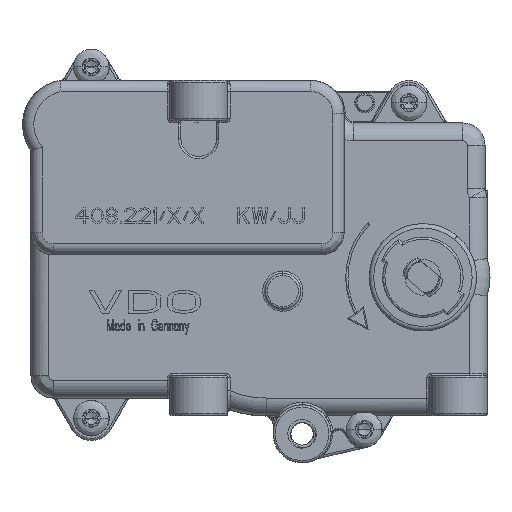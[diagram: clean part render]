
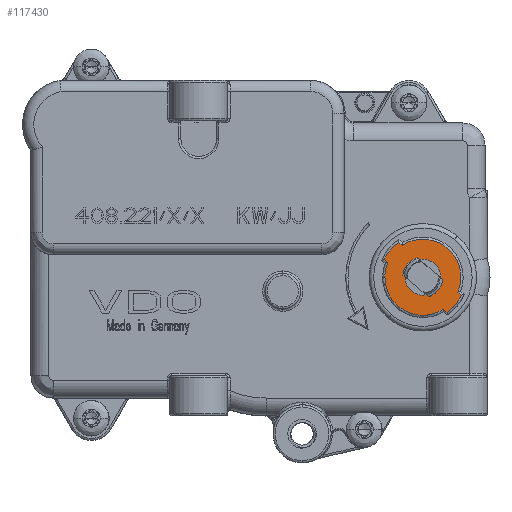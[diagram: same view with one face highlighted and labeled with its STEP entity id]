
A CAD part, front view. The second image highlights one B-rep face of the part: STEP entity #117430.
In plain terms, the highlighted face is planar.
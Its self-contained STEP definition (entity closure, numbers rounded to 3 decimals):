
#116765=DIRECTION('',(0.,0.,-1.));
#116766=VECTOR('',#116765,1.041);
#116767=CARTESIAN_POINT('',(2.5,6.5,-8.124));
#116768=LINE('',#116767,#116766);
#116790=CARTESIAN_POINT('',(0.,6.5,0.));
#116791=DIRECTION('',(0.,1.,0.));
#116792=DIRECTION('',(0.294,0.,0.956));
#116793=AXIS2_PLACEMENT_3D('',#116790,#116791,#116792);
#116811=DIRECTION('',(0.,0.,-1.));
#116812=VECTOR('',#116811,1.041);
#116813=CARTESIAN_POINT('',(2.5,6.5,9.165));
#116814=LINE('',#116813,#116812);
#116819=CARTESIAN_POINT('',(0.,6.5,0.));
#116820=DIRECTION('',(0.,-1.,0.));
#116821=DIRECTION('',(-0.588,0.,-0.809));
#116822=AXIS2_PLACEMENT_3D('',#116819,#116820,#116821);
#116824=DIRECTION('',(0.,0.,-1.));
#116825=VECTOR('',#116824,0.314);
#116826=CARTESIAN_POINT('',(-2.5,6.5,-3.122));
#116827=LINE('',#116826,#116825);
#116828=DIRECTION('',(0.,0.,-1.));
#116829=VECTOR('',#116828,0.314);
#116830=CARTESIAN_POINT('',(-2.5,6.5,3.437));
#116831=LINE('',#116830,#116829);
#116832=CARTESIAN_POINT('',(0.,6.5,0.));
#116833=DIRECTION('',(0.,-1.,0.));
#116834=DIRECTION('',(0.588,0.,0.809));
#116835=AXIS2_PLACEMENT_3D('',#116832,#116833,#116834);
#116837=DIRECTION('',(0.,0.,1.));
#116838=VECTOR('',#116837,0.314);
#116839=CARTESIAN_POINT('',(2.5,6.5,3.122));
#116840=LINE('',#116839,#116838);
#116841=DIRECTION('',(0.,0.,1.));
#116842=VECTOR('',#116841,0.314);
#116843=CARTESIAN_POINT('',(2.5,6.5,-3.437));
#116844=LINE('',#116843,#116842);
#116966=CARTESIAN_POINT('',(0.,6.5,0.));
#116967=DIRECTION('',(0.,-1.,0.));
#116968=DIRECTION('',(0.625,0.,-0.781));
#116969=AXIS2_PLACEMENT_3D('',#116966,#116967,#116968);
#116971=CARTESIAN_POINT('',(0.,6.5,0.));
#116972=DIRECTION('',(0.,-1.,0.));
#116973=DIRECTION('',(-0.625,0.,0.781));
#116974=AXIS2_PLACEMENT_3D('',#116971,#116972,#116973);
#117002=CARTESIAN_POINT('',(0.,6.5,0.));
#117003=DIRECTION('',(0.,1.,0.));
#117004=DIRECTION('',(-0.263,0.,0.965));
#117005=AXIS2_PLACEMENT_3D('',#117002,#117003,#117004);
#117030=DIRECTION('',(0.,0.,1.));
#117031=VECTOR('',#117030,1.041);
#117032=CARTESIAN_POINT('',(-2.5,6.5,8.124));
#117033=LINE('',#117032,#117031);
#117074=CARTESIAN_POINT('',(0.,6.5,0.));
#117075=DIRECTION('',(0.,1.,0.));
#117076=DIRECTION('',(-0.294,0.,-0.956));
#117077=AXIS2_PLACEMENT_3D('',#117074,#117075,#117076);
#117095=DIRECTION('',(0.,0.,1.));
#117096=VECTOR('',#117095,1.041);
#117097=CARTESIAN_POINT('',(-2.5,6.5,-9.165));
#117098=LINE('',#117097,#117096);
#117127=CARTESIAN_POINT('',(0.,6.5,0.));
#117128=DIRECTION('',(0.,1.,0.));
#117129=DIRECTION('',(0.263,0.,-0.965));
#117130=AXIS2_PLACEMENT_3D('',#117127,#117128,#117129);
#117183=CARTESIAN_POINT('',(2.5,6.5,3.122));
#117184=VERTEX_POINT('',#117183);
#117185=CARTESIAN_POINT('',(-2.5,6.5,3.122));
#117186=VERTEX_POINT('',#117185);
#117187=CARTESIAN_POINT('',(2.5,6.5,-3.122));
#117188=VERTEX_POINT('',#117187);
#117189=CARTESIAN_POINT('',(-2.5,6.5,-3.122));
#117190=VERTEX_POINT('',#117189);
#117191=CARTESIAN_POINT('',(-2.5,6.5,-3.437));
#117192=VERTEX_POINT('',#117191);
#117193=CARTESIAN_POINT('',(2.5,6.5,-3.437));
#117194=VERTEX_POINT('',#117193);
#117195=CARTESIAN_POINT('',(2.5,6.5,3.437));
#117196=VERTEX_POINT('',#117195);
#117197=CARTESIAN_POINT('',(-2.5,6.5,3.437));
#117198=VERTEX_POINT('',#117197);
#117211=CARTESIAN_POINT('',(2.5,6.5,-8.124));
#117212=CARTESIAN_POINT('',(2.5,6.5,-9.165));
#117213=VERTEX_POINT('',#117211);
#117214=VERTEX_POINT('',#117212);
#117217=CARTESIAN_POINT('',(-2.5,6.5,-9.165));
#117218=VERTEX_POINT('',#117217);
#117219=CARTESIAN_POINT('',(-2.5,6.5,-8.124));
#117220=VERTEX_POINT('',#117219);
#117225=CARTESIAN_POINT('',(-2.5,6.5,8.124));
#117226=VERTEX_POINT('',#117225);
#117229=CARTESIAN_POINT('',(-2.5,6.5,9.165));
#117230=VERTEX_POINT('',#117229);
#117233=CARTESIAN_POINT('',(2.5,6.5,9.165));
#117234=VERTEX_POINT('',#117233);
#117235=CARTESIAN_POINT('',(2.5,6.5,8.124));
#117236=VERTEX_POINT('',#117235);
#117392=CARTESIAN_POINT('',(0.,6.5,0.));
#117393=DIRECTION('',(0.,1.,0.));
#117394=DIRECTION('',(1.,0.,0.));
#117395=AXIS2_PLACEMENT_3D('',#117392,#117393,#117394);
#117396=PLANE('',#117395);
#117397=ORIENTED_EDGE('',*,*,#117357,.F.);
#117398=ORIENTED_EDGE('',*,*,#117372,.F.);
#117399=ORIENTED_EDGE('',*,*,#117383,.F.);
#117401=ORIENTED_EDGE('',*,*,#117400,.F.);
#117403=ORIENTED_EDGE('',*,*,#117402,.F.);
#117405=ORIENTED_EDGE('',*,*,#117404,.F.);
#117407=ORIENTED_EDGE('',*,*,#117406,.F.);
#117409=ORIENTED_EDGE('',*,*,#117408,.F.);
#117410=EDGE_LOOP('',(#117397,#117398,#117399,#117401,#117403,#117405,#117407,
#117409));
#117411=FACE_OUTER_BOUND('',#117410,.F.);
#117413=ORIENTED_EDGE('',*,*,#117412,.F.);
#117415=ORIENTED_EDGE('',*,*,#117414,.F.);
#117417=ORIENTED_EDGE('',*,*,#117416,.F.);
#117419=ORIENTED_EDGE('',*,*,#117418,.F.);
#117421=ORIENTED_EDGE('',*,*,#117420,.F.);
#117423=ORIENTED_EDGE('',*,*,#117422,.F.);
#117425=ORIENTED_EDGE('',*,*,#117424,.F.);
#117427=ORIENTED_EDGE('',*,*,#117426,.F.);
#117428=EDGE_LOOP('',(#117413,#117415,#117417,#117419,#117421,#117423,#117425,
#117427));
#117429=FACE_BOUND('',#117428,.F.);
#117430=ADVANCED_FACE('',(#117411,#117429),#117396,.T.);
#116794=CIRCLE('',#116793,8.5);
#116823=CIRCLE('',#116822,4.25);
#116836=CIRCLE('',#116835,4.25);
#116970=CIRCLE('',#116969,4.);
#116975=CIRCLE('',#116974,4.);
#117006=CIRCLE('',#117005,9.5);
#117078=CIRCLE('',#117077,8.5);
#117131=CIRCLE('',#117130,9.5);
#117357=EDGE_CURVE('',#117213,#117214,#116768,.T.);
#117372=EDGE_CURVE('',#117236,#117213,#116794,.T.);
#117383=EDGE_CURVE('',#117234,#117236,#116814,.T.);
#117400=EDGE_CURVE('',#117230,#117234,#117006,.T.);
#117402=EDGE_CURVE('',#117226,#117230,#117033,.T.);
#117404=EDGE_CURVE('',#117220,#117226,#117078,.T.);
#117406=EDGE_CURVE('',#117218,#117220,#117098,.T.);
#117408=EDGE_CURVE('',#117214,#117218,#117131,.T.);
#117412=EDGE_CURVE('',#117192,#117194,#116823,.T.);
#117414=EDGE_CURVE('',#117190,#117192,#116827,.T.);
#117416=EDGE_CURVE('',#117186,#117190,#116975,.T.);
#117418=EDGE_CURVE('',#117198,#117186,#116831,.T.);
#117420=EDGE_CURVE('',#117196,#117198,#116836,.T.);
#117422=EDGE_CURVE('',#117184,#117196,#116840,.T.);
#117424=EDGE_CURVE('',#117188,#117184,#116970,.T.);
#117426=EDGE_CURVE('',#117194,#117188,#116844,.T.);
